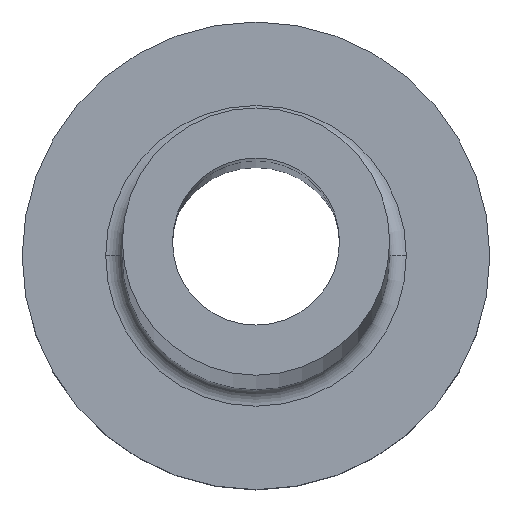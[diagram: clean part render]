
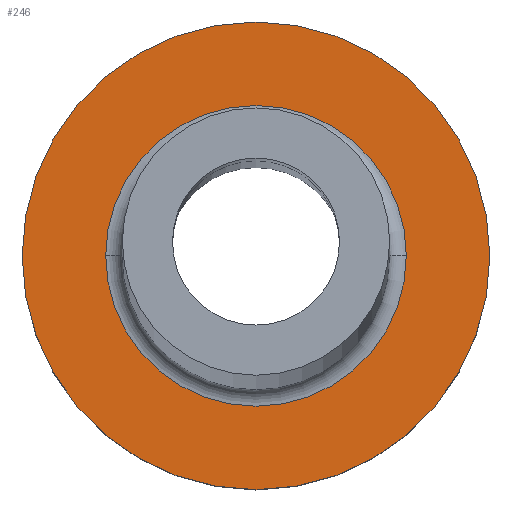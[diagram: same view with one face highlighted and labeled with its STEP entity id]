
A CAD part, top view. The second image highlights one B-rep face of the part: STEP entity #246.
In plain terms, the highlighted planar face has unit normal (0, 0, 1).
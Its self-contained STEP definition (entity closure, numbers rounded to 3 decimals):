
#8 = DIRECTION ( 'NONE',  ( 0., 0., -1. ) ) ;
#12 = CARTESIAN_POINT ( 'NONE',  ( 0., 0., 5. ) ) ;
#32 = DIRECTION ( 'NONE',  ( 0., 0., -1. ) ) ;
#47 = CIRCLE ( 'NONE', #330, 4.5 ) ;
#55 = AXIS2_PLACEMENT_3D ( 'NONE', #294, #326, #76 ) ;
#56 = DIRECTION ( 'NONE',  ( 1., 0., 0. ) ) ;
#70 = VERTEX_POINT ( 'NONE', #160 ) ;
#74 = CIRCLE ( 'NONE', #55, 7. ) ;
#76 = DIRECTION ( 'NONE',  ( 1., 0., 0. ) ) ;
#81 = ORIENTED_EDGE ( 'NONE', *, *, #421, .T. ) ;
#92 = CIRCLE ( 'NONE', #158, 4.5 ) ;
#113 = FACE_OUTER_BOUND ( 'NONE', #251, .T. ) ;
#116 = DIRECTION ( 'NONE',  ( 1., 0., 0. ) ) ;
#126 = AXIS2_PLACEMENT_3D ( 'NONE', #263, #226, #383 ) ;
#150 = CIRCLE ( 'NONE', #249, 7. ) ;
#158 = AXIS2_PLACEMENT_3D ( 'NONE', #406, #8, #370 ) ;
#160 = CARTESIAN_POINT ( 'NONE',  ( -7., 0., 5. ) ) ;
#169 = EDGE_LOOP ( 'NONE', ( #289, #187 ) ) ;
#186 = EDGE_CURVE ( 'NONE', #70, #217, #74, .T. ) ;
#187 = ORIENTED_EDGE ( 'NONE', *, *, #230, .T. ) ;
#208 = PLANE ( 'NONE',  #126 ) ;
#213 = VERTEX_POINT ( 'NONE', #259 ) ;
#217 = VERTEX_POINT ( 'NONE', #324 ) ;
#226 = DIRECTION ( 'NONE',  ( 0., 0., 1. ) ) ;
#230 = EDGE_CURVE ( 'NONE', #213, #336, #47, .T. ) ;
#246 = ADVANCED_FACE ( 'NONE', ( #250, #113 ), #208, .T. ) ;
#249 = AXIS2_PLACEMENT_3D ( 'NONE', #12, #306, #116 ) ;
#250 = FACE_BOUND ( 'NONE', #169, .T. ) ;
#251 = EDGE_LOOP ( 'NONE', ( #357, #81 ) ) ;
#259 = CARTESIAN_POINT ( 'NONE',  ( -4.5, 0., 5. ) ) ;
#263 = CARTESIAN_POINT ( 'NONE',  ( 0., 0., 5. ) ) ;
#272 = CARTESIAN_POINT ( 'NONE',  ( 4.5, 0., 5. ) ) ;
#289 = ORIENTED_EDGE ( 'NONE', *, *, #338, .T. ) ;
#294 = CARTESIAN_POINT ( 'NONE',  ( 0., 0., 5. ) ) ;
#306 = DIRECTION ( 'NONE',  ( 0., 0., 1. ) ) ;
#324 = CARTESIAN_POINT ( 'NONE',  ( 7., 0., 5. ) ) ;
#326 = DIRECTION ( 'NONE',  ( 0., 0., 1. ) ) ;
#330 = AXIS2_PLACEMENT_3D ( 'NONE', #415, #32, #56 ) ;
#336 = VERTEX_POINT ( 'NONE', #272 ) ;
#338 = EDGE_CURVE ( 'NONE', #336, #213, #92, .T. ) ;
#357 = ORIENTED_EDGE ( 'NONE', *, *, #186, .T. ) ;
#370 = DIRECTION ( 'NONE',  ( 1., 0., 0. ) ) ;
#383 = DIRECTION ( 'NONE',  ( 1., 0., 0. ) ) ;
#406 = CARTESIAN_POINT ( 'NONE',  ( 0., 0., 5. ) ) ;
#415 = CARTESIAN_POINT ( 'NONE',  ( 0., 0., 5. ) ) ;
#421 = EDGE_CURVE ( 'NONE', #217, #70, #150, .T. ) ;
